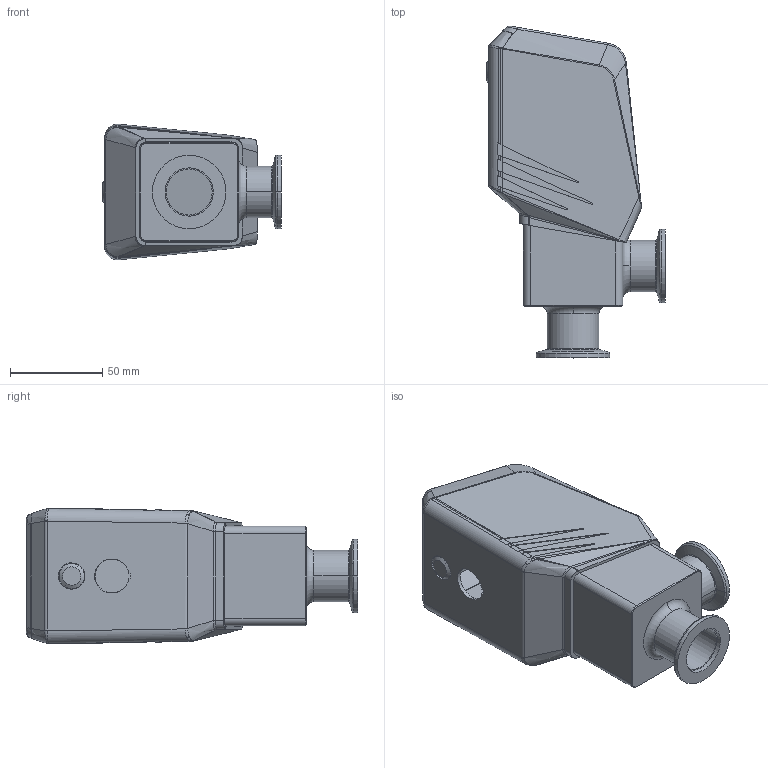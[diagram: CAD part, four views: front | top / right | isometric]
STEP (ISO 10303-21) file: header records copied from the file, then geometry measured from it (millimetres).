
FILE_DESCRIPTION(/* description */ (''),/* implementation_level */ '2;1');
FILE_NAME(/* name */ 'EAV-A03150 SHELLED.stp',/* time_stamp */ '2025-08-15T15:31:30+07:00',/* author */ (''),/* organization */ (''),/* preprocessor_version */ 'ST-DEVELOPER v19.3',/* originating_system */ 'SIEMENS PLM Software NX2212.6000',/* authorisation */ '');
FILE_SCHEMA (('AUTOMOTIVE_DESIGN { 1 0 10303 214 3 1 1 1 }'));
Products named in the file (1): EAV-A03150 _STEP 111424__step
Bounding box: 96.9 x 180.34 x 73.73 mm (x, y, z)
Volume: 149542.9 mm3; surface area: 114364.9 mm2
Topology: 5 solids, 5 shells, 1053 faces, 2897 edges, 1869 vertices
Faces by surface type: plane 474, cylinder 334, bspline 126, cone 72, torus 29, sphere 16, revolution 2
Entity records: 57730 total; most frequent: CARTESIAN_POINT 27605, ORIENTED_EDGE 5764, DIRECTION 3537, EDGE_CURVE 2882, VERTEX_POINT 1869, B_SPLINE_CURVE_WITH_KNOTS 1415, AXIS2_PLACEMENT_3D 1188, LINE 1159
